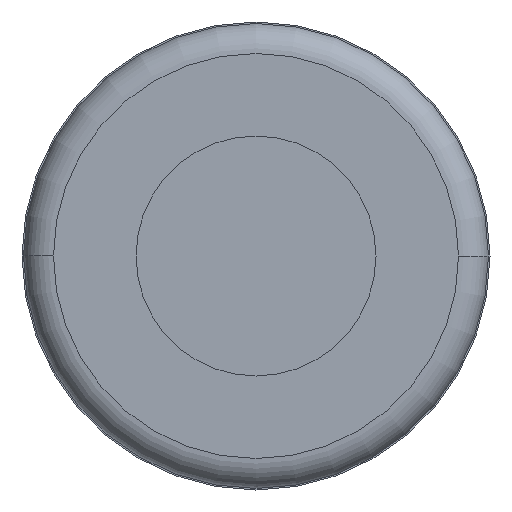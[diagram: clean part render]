
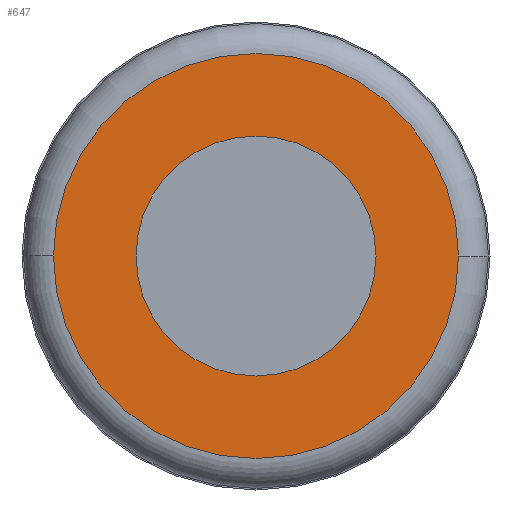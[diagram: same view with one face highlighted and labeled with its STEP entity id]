
A CAD part, front view. The second image highlights one B-rep face of the part: STEP entity #647.
In plain terms, the highlighted planar face has unit normal (0, -1, 0).
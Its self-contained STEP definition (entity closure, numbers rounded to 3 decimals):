
#176=CARTESIAN_POINT('',(0.,-7.34,0.));
#177=DIRECTION('',(0.,-1.,0.));
#178=DIRECTION('',(1.,0.,0.));
#179=AXIS2_PLACEMENT_3D('',#176,#177,#178);
#191=CARTESIAN_POINT('',(0.,-7.34,0.));
#192=DIRECTION('',(0.,1.,0.));
#193=DIRECTION('',(-1.,0.,0.));
#194=AXIS2_PLACEMENT_3D('',#191,#192,#193);
#196=CARTESIAN_POINT('',(0.,-7.34,0.));
#197=DIRECTION('',(0.,1.,0.));
#198=DIRECTION('',(1.,0.,0.));
#199=AXIS2_PLACEMENT_3D('',#196,#197,#198);
#201=CARTESIAN_POINT('',(0.,-7.34,0.));
#202=DIRECTION('',(0.,-1.,0.));
#203=DIRECTION('',(-1.,0.,0.));
#204=AXIS2_PLACEMENT_3D('',#201,#202,#203);
#347=CARTESIAN_POINT('',(0.675,-7.34,0.));
#348=CARTESIAN_POINT('',(-0.675,-7.34,0.));
#349=VERTEX_POINT('',#347);
#350=VERTEX_POINT('',#348);
#373=CARTESIAN_POINT('',(-0.4,-7.34,0.));
#374=CARTESIAN_POINT('',(0.4,-7.34,0.));
#375=VERTEX_POINT('',#373);
#376=VERTEX_POINT('',#374);
#631=CARTESIAN_POINT('',(0.,-7.34,0.));
#632=DIRECTION('',(0.,1.,0.));
#633=DIRECTION('',(1.,0.,0.));
#634=AXIS2_PLACEMENT_3D('',#631,#632,#633);
#635=PLANE('',#634);
#636=ORIENTED_EDGE('',*,*,#621,.F.);
#638=ORIENTED_EDGE('',*,*,#637,.F.);
#639=EDGE_LOOP('',(#636,#638));
#640=FACE_OUTER_BOUND('',#639,.F.);
#642=ORIENTED_EDGE('',*,*,#641,.F.);
#644=ORIENTED_EDGE('',*,*,#643,.F.);
#645=EDGE_LOOP('',(#642,#644));
#646=FACE_BOUND('',#645,.F.);
#647=ADVANCED_FACE('',(#640,#646),#635,.F.);
#180=CIRCLE('',#179,0.675);
#195=CIRCLE('',#194,0.4);
#200=CIRCLE('',#199,0.4);
#205=CIRCLE('',#204,0.675);
#621=EDGE_CURVE('',#349,#350,#180,.T.);
#637=EDGE_CURVE('',#350,#349,#205,.T.);
#641=EDGE_CURVE('',#375,#376,#195,.T.);
#643=EDGE_CURVE('',#376,#375,#200,.T.);
